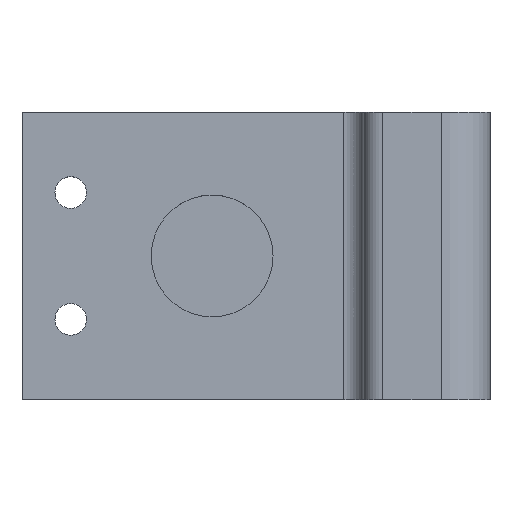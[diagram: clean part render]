
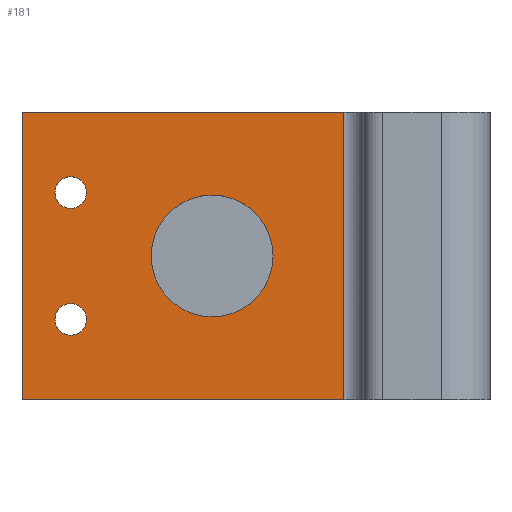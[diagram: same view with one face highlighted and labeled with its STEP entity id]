
A CAD part, top view. The second image highlights one B-rep face of the part: STEP entity #181.
In plain terms, the highlighted planar face has unit normal (0, 0, 1).
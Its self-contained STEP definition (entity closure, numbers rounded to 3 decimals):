
#6 = CARTESIAN_POINT ( 'NONE',  ( -41.5, 0., 2. ) ) ;
#24 = DIRECTION ( 'NONE',  ( 1., 0., 0. ) ) ;
#36 = CARTESIAN_POINT ( 'NONE',  ( -6.5, 29.5, 2. ) ) ;
#37 = AXIS2_PLACEMENT_3D ( 'NONE', #773, #273, #849 ) ;
#47 = VECTOR ( 'NONE', #689, 1000. ) ;
#65 = CARTESIAN_POINT ( 'NONE',  ( -36.5, 8.25, 2. ) ) ;
#70 = ORIENTED_EDGE ( 'NONE', *, *, #868, .T. ) ;
#71 = EDGE_LOOP ( 'NONE', ( #486, #738 ) ) ;
#115 = DIRECTION ( 'NONE',  ( 0., 0., -1. ) ) ;
#127 = VERTEX_POINT ( 'NONE', #772 ) ;
#148 = DIRECTION ( 'NONE',  ( 1., 0., 0. ) ) ;
#149 = VERTEX_POINT ( 'NONE', #1003 ) ;
#150 = DIRECTION ( 'NONE',  ( 0., 0., -1. ) ) ;
#151 = AXIS2_PLACEMENT_3D ( 'NONE', #925, #441, #996 ) ;
#159 = EDGE_CURVE ( 'NONE', #754, #331, #938, .T. ) ;
#172 = EDGE_CURVE ( 'NONE', #149, #961, #717, .T. ) ;
#181 = ADVANCED_FACE ( 'NONE', ( #692, #915, #272, #895 ), #353, .T. ) ;
#193 = CIRCLE ( 'NONE', #424, 6.25 ) ;
#206 = AXIS2_PLACEMENT_3D ( 'NONE', #987, #524, #24 ) ;
#210 = EDGE_CURVE ( 'NONE', #677, #613, #639, .T. ) ;
#214 = EDGE_CURVE ( 'NONE', #613, #677, #193, .T. ) ;
#217 = ORIENTED_EDGE ( 'NONE', *, *, #274, .T. ) ;
#240 = VECTOR ( 'NONE', #245, 1000. ) ;
#245 = DIRECTION ( 'NONE',  ( 0., 1., 0. ) ) ;
#269 = VERTEX_POINT ( 'NONE', #619 ) ;
#272 = FACE_BOUND ( 'NONE', #368, .T. ) ;
#273 = DIRECTION ( 'NONE',  ( 0., 0., -1. ) ) ;
#274 = EDGE_CURVE ( 'NONE', #269, #317, #967, .T. ) ;
#317 = VERTEX_POINT ( 'NONE', #624 ) ;
#326 = ORIENTED_EDGE ( 'NONE', *, *, #576, .T. ) ;
#331 = VERTEX_POINT ( 'NONE', #713 ) ;
#345 = ORIENTED_EDGE ( 'NONE', *, *, #408, .T. ) ;
#351 = AXIS2_PLACEMENT_3D ( 'NONE', #385, #946, #471 ) ;
#353 = PLANE ( 'NONE',  #206 ) ;
#364 = ORIENTED_EDGE ( 'NONE', *, *, #172, .F. ) ;
#368 = EDGE_LOOP ( 'NONE', ( #430, #920 ) ) ;
#385 = CARTESIAN_POINT ( 'NONE',  ( -36.5, 8.25, 2. ) ) ;
#396 = CARTESIAN_POINT ( 'NONE',  ( -28.25, 14.75, 2. ) ) ;
#400 = VECTOR ( 'NONE', #966, 1000. ) ;
#407 = CARTESIAN_POINT ( 'NONE',  ( -41.5, 64.728, 2. ) ) ;
#408 = EDGE_CURVE ( 'NONE', #734, #127, #905, .T. ) ;
#410 = DIRECTION ( 'NONE',  ( 1., 0., 0. ) ) ;
#413 = CARTESIAN_POINT ( 'NONE',  ( -38.125, 21.25, 2. ) ) ;
#424 = AXIS2_PLACEMENT_3D ( 'NONE', #611, #115, #699 ) ;
#430 = ORIENTED_EDGE ( 'NONE', *, *, #159, .T. ) ;
#441 = DIRECTION ( 'NONE',  ( 0., 0., -1. ) ) ;
#447 = CIRCLE ( 'NONE', #632, 1.625 ) ;
#452 = EDGE_LOOP ( 'NONE', ( #326, #345 ) ) ;
#471 = DIRECTION ( 'NONE',  ( 1., 0., 0. ) ) ;
#486 = ORIENTED_EDGE ( 'NONE', *, *, #210, .T. ) ;
#487 = LINE ( 'NONE', #829, #240 ) ;
#491 = EDGE_CURVE ( 'NONE', #331, #754, #447, .T. ) ;
#524 = DIRECTION ( 'NONE',  ( 0., 0., 1. ) ) ;
#564 = CARTESIAN_POINT ( 'NONE',  ( -15.75, 14.75, 2. ) ) ;
#572 = CARTESIAN_POINT ( 'NONE',  ( -34.875, 8.25, 2. ) ) ;
#576 = EDGE_CURVE ( 'NONE', #127, #734, #1004, .T. ) ;
#599 = LINE ( 'NONE', #407, #400 ) ;
#611 = CARTESIAN_POINT ( 'NONE',  ( -22., 14.75, 2. ) ) ;
#613 = VERTEX_POINT ( 'NONE', #396 ) ;
#619 = CARTESIAN_POINT ( 'NONE',  ( -8.5, 29.5, 2. ) ) ;
#624 = CARTESIAN_POINT ( 'NONE',  ( -41.5, 29.5, 2. ) ) ;
#632 = AXIS2_PLACEMENT_3D ( 'NONE', #653, #150, #410 ) ;
#639 = CIRCLE ( 'NONE', #151, 6.25 ) ;
#649 = DIRECTION ( 'NONE',  ( 0., 0., -1. ) ) ;
#653 = CARTESIAN_POINT ( 'NONE',  ( -36.5, 21.25, 2. ) ) ;
#677 = VERTEX_POINT ( 'NONE', #564 ) ;
#689 = DIRECTION ( 'NONE',  ( -1., 0., 0. ) ) ;
#692 = FACE_OUTER_BOUND ( 'NONE', #720, .T. ) ;
#698 = EDGE_CURVE ( 'NONE', #149, #269, #487, .T. ) ;
#699 = DIRECTION ( 'NONE',  ( -1., 0., 0. ) ) ;
#713 = CARTESIAN_POINT ( 'NONE',  ( -34.875, 21.25, 2. ) ) ;
#717 = LINE ( 'NONE', #969, #47 ) ;
#720 = EDGE_LOOP ( 'NONE', ( #364, #818, #217, #70 ) ) ;
#734 = VERTEX_POINT ( 'NONE', #572 ) ;
#738 = ORIENTED_EDGE ( 'NONE', *, *, #214, .T. ) ;
#754 = VERTEX_POINT ( 'NONE', #413 ) ;
#772 = CARTESIAN_POINT ( 'NONE',  ( -38.125, 8.25, 2. ) ) ;
#773 = CARTESIAN_POINT ( 'NONE',  ( -36.5, 21.25, 2. ) ) ;
#784 = VECTOR ( 'NONE', #866, 1000. ) ;
#818 = ORIENTED_EDGE ( 'NONE', *, *, #698, .T. ) ;
#829 = CARTESIAN_POINT ( 'NONE',  ( -8.5, 64.728, 2. ) ) ;
#849 = DIRECTION ( 'NONE',  ( 1., 0., 0. ) ) ;
#866 = DIRECTION ( 'NONE',  ( -1., 0., 0. ) ) ;
#868 = EDGE_CURVE ( 'NONE', #317, #961, #599, .T. ) ;
#895 = FACE_BOUND ( 'NONE', #71, .T. ) ;
#905 = CIRCLE ( 'NONE', #351, 1.625 ) ;
#915 = FACE_BOUND ( 'NONE', #452, .T. ) ;
#920 = ORIENTED_EDGE ( 'NONE', *, *, #491, .T. ) ;
#925 = CARTESIAN_POINT ( 'NONE',  ( -22., 14.75, 2. ) ) ;
#938 = CIRCLE ( 'NONE', #37, 1.625 ) ;
#946 = DIRECTION ( 'NONE',  ( 0., 0., -1. ) ) ;
#961 = VERTEX_POINT ( 'NONE', #6 ) ;
#966 = DIRECTION ( 'NONE',  ( 0., -1., 0. ) ) ;
#967 = LINE ( 'NONE', #36, #784 ) ;
#969 = CARTESIAN_POINT ( 'NONE',  ( -6.5, 0., 2. ) ) ;
#987 = CARTESIAN_POINT ( 'NONE',  ( -6.5, 64.728, 2. ) ) ;
#989 = AXIS2_PLACEMENT_3D ( 'NONE', #65, #649, #148 ) ;
#996 = DIRECTION ( 'NONE',  ( -1., 0., 0. ) ) ;
#1003 = CARTESIAN_POINT ( 'NONE',  ( -8.5, 0., 2. ) ) ;
#1004 = CIRCLE ( 'NONE', #989, 1.625 ) ;
